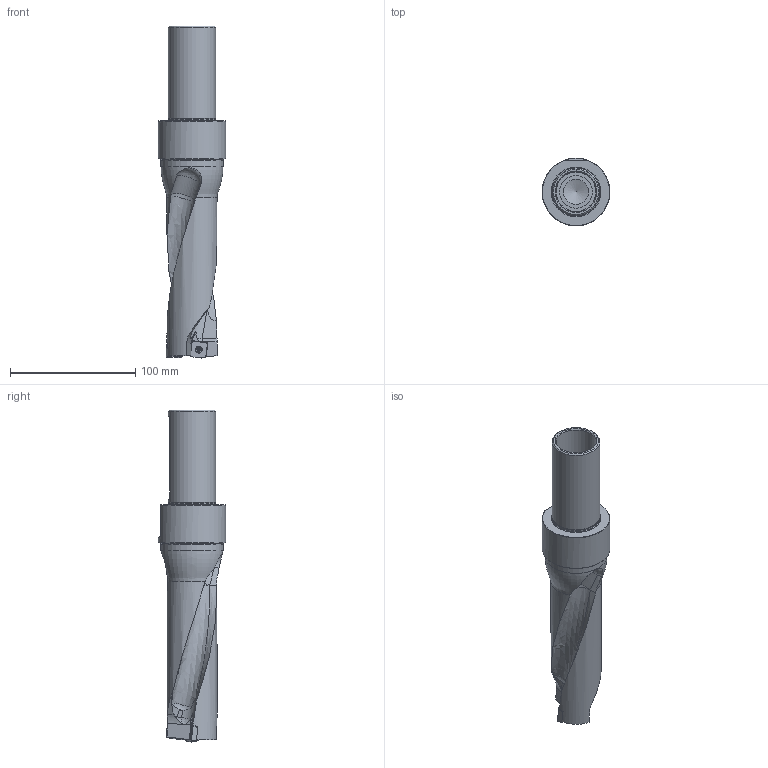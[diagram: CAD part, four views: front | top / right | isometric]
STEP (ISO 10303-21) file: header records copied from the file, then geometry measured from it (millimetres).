
FILE_DESCRIPTION(/* description */ (''),/* implementation_level */ '2;1');
FILE_NAME(/* name */ 'toolassembly_1.stp',/* time_stamp */ '2020-07-08T14:21:26+02:00',/* author */ (''),/* organization */ ('SMS'),/* preprocessor_version */ 'ST-DEVELOPER v16.7',/* originating_system */ 'SIEMENS PLM Software NX 12.0',/* authorisation */ '');
FILE_SCHEMA (('AUTOMOTIVE_DESIGN { 1 0 10303 214 3 1 1 1 }'));
Length unit declared in the file: millimetre
Products named in the file (5): CUT_20200708141739; CUT_20200708141737; NOCUT_20200708141728; ASSEMBLY_CONSTRUCTION; TOOLASSEMBLY_1
Assembly tree (4 placements, depth 2):
  TOOLASSEMBLY_1
    ASSEMBLY_CONSTRUCTION
    NOCUT_20200708141728
    CUT_20200708141737
    CUT_20200708141739
Bounding box: 54 x 54 x 265.05 mm (x, y, z)
Volume: 261154.4 mm3; surface area: 46830.2 mm2
Topology: 3 solids, 4 shells, 260 faces, 692 edges, 445 vertices
Faces by surface type: plane 97, cylinder 64, cone 28, bspline 24, extrusion 24, torus 12, sphere 10, revolution 1
Full cylindrical faces by diameter (mm): 3 x2, 4 x2, 4.8 x2, 14.08 x1, 20 x1, 26.05 x1, 32.05 x1, 37.592 x1, 38.092 x1, 49.5 x1, 54 x1
Entity records: 11457 total; most frequent: CARTESIAN_POINT 5255, ORIENTED_EDGE 1234, DIRECTION 1209, EDGE_CURVE 617, AXIS2_PLACEMENT_3D 479, VERTEX_POINT 417, EDGE_LOOP 311, ADVANCED_FACE 260
